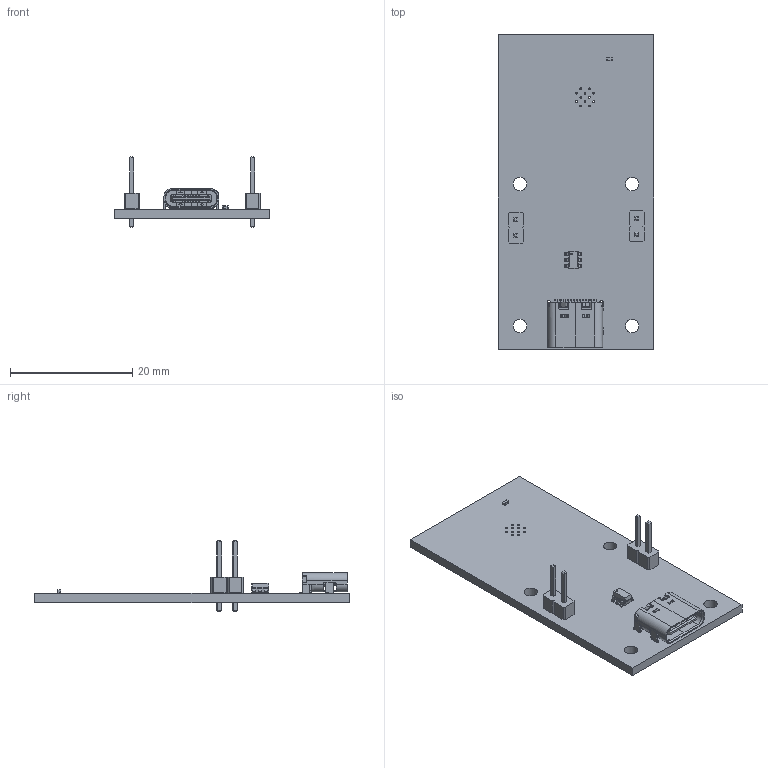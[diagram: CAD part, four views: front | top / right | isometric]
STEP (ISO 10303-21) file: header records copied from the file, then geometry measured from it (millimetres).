
FILE_DESCRIPTION(('KiCad electronic assembly'),'2;1');
FILE_NAME('flight-computer.step','2025-09-07T15:16:59',('Pcbnew'),( 'Kicad'),'Open CASCADE STEP processor 7.6','KiCad to STEP converter' ,'Unknown');
FILE_SCHEMA(('AUTOMOTIVE_DESIGN { 1 0 10303 214 1 1 1 1 }'));
Length unit declared in the file: millimetre
Products named in the file (6): flight-computer 1; USB_C_Receptacle_GCT_USB4105-xx-A_16P_TopMnt_Horizontal; PinHeader_1x02_P2.54mm_Vertical; C_0402_1005Metric; SOT-23-6; flight-computer_PCB
Assembly tree (6 placements, depth 2):
  flight-computer 1
    USB_C_Receptacle_GCT_USB4105-xx-A_16P_TopMnt_Horizontal
    PinHeader_1x02_P2.54mm_Vertical  x2
    C_0402_1005Metric
    SOT-23-6
    flight-computer_PCB
Bounding box: 25.4 x 51.5 x 11.54 mm (x, y, z)
Volume: 2145.5 mm3; surface area: 3692.5 mm2
Topology: 41 solids, 41 shells, 939 faces, 2353 edges, 1497 vertices
Faces by surface type: plane 709, cylinder 206, bspline 16, cone 8
Full cylindrical faces by diameter (mm): 0.3 x12, 0.5 x2, 0.65 x2, 1 x4, 2.2 x4
Entity records: 26371 total; most frequent: CARTESIAN_POINT 4722, ORIENTED_EDGE 4462, DIRECTION 4370, EDGE_CURVE 2231, LINE 1776, VECTOR 1776, VERTEX_POINT 1421, AXIS2_PLACEMENT_3D 1297
